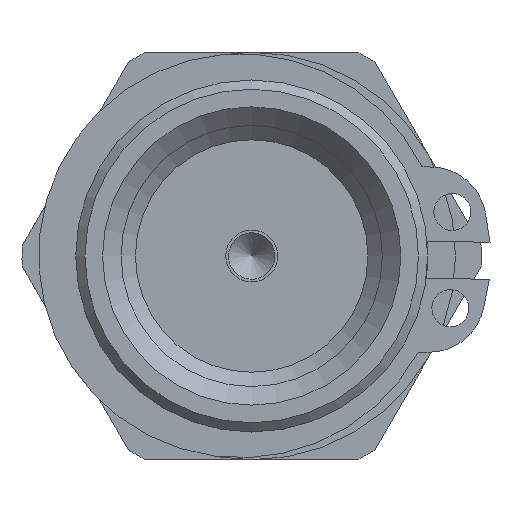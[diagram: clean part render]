
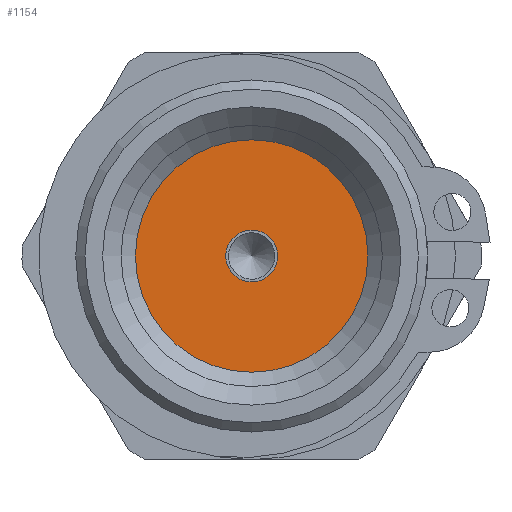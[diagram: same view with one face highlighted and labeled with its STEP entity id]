
A CAD part, left-side view. The second image highlights one B-rep face of the part: STEP entity #1154.
In plain terms, the highlighted planar face has unit normal (-1, 0, 0).
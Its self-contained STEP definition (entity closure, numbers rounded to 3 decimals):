
#275=FACE_BOUND('',#363,.T.);
#290=FACE_OUTER_BOUND('',#362,.T.);
#362=EDGE_LOOP('',(#796));
#363=EDGE_LOOP('',(#797));
#448=CIRCLE('',#1251,6.275);
#449=CIRCLE('',#1252,1.4);
#530=VERTEX_POINT('',#1786);
#531=VERTEX_POINT('',#1788);
#633=EDGE_CURVE('',#530,#530,#448,.T.);
#634=EDGE_CURVE('',#531,#531,#449,.T.);
#796=ORIENTED_EDGE('',*,*,#633,.F.);
#797=ORIENTED_EDGE('',*,*,#634,.T.);
#1122=PLANE('',#1250);
#1154=ADVANCED_FACE('',(#290,#275),#1122,.F.);
#1250=AXIS2_PLACEMENT_3D('',#1785,#1408,#1409);
#1251=AXIS2_PLACEMENT_3D('',#1787,#1410,#1411);
#1252=AXIS2_PLACEMENT_3D('',#1789,#1412,#1413);
#1408=DIRECTION('center_axis',(1.,0.,0.));
#1409=DIRECTION('ref_axis',(0.,0.,-1.));
#1410=DIRECTION('center_axis',(1.,0.,0.));
#1411=DIRECTION('ref_axis',(0.,0.,1.));
#1412=DIRECTION('center_axis',(1.,0.,0.));
#1413=DIRECTION('ref_axis',(0.,-0.111,-0.994));
#1785=CARTESIAN_POINT('Origin',(10.2,0.,0.));
#1786=CARTESIAN_POINT('',(10.2,0.,-6.275));
#1787=CARTESIAN_POINT('Origin',(10.2,0.,0.));
#1788=CARTESIAN_POINT('',(10.2,0.155,1.391));
#1789=CARTESIAN_POINT('Origin',(10.2,0.,0.));
